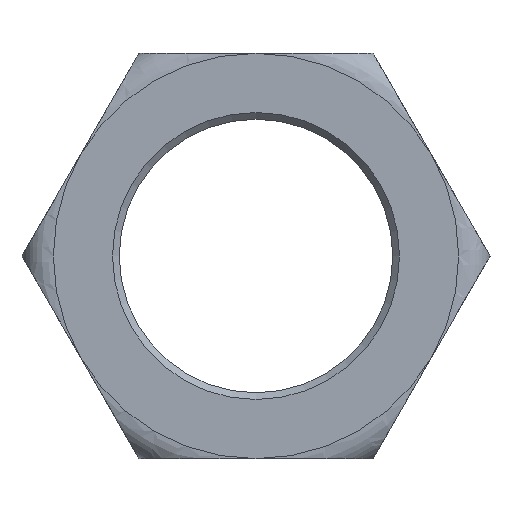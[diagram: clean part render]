
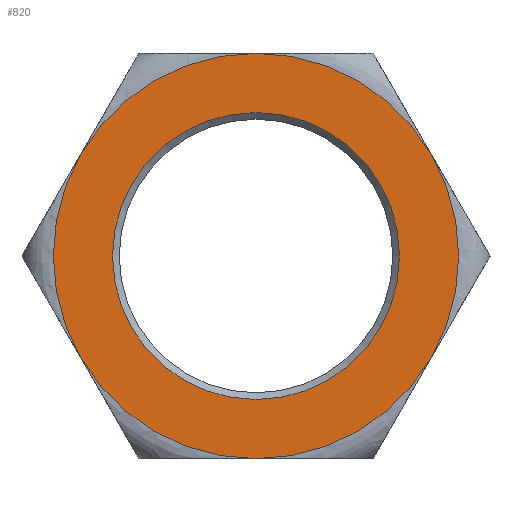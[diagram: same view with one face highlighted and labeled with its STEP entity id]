
A CAD part, front view. The second image highlights one B-rep face of the part: STEP entity #820.
In plain terms, the highlighted planar face has unit normal (0, -1, 0).
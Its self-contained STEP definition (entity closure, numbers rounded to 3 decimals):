
#6 = CARTESIAN_POINT ( 'NONE',  ( 51.962, -34., -30. ) ) ;
#9 = CARTESIAN_POINT ( 'NONE',  ( -34.641, -34., 60. ) ) ;
#26 = EDGE_CURVE ( 'NONE', #172, #144, #80, .T. ) ;
#36 = CIRCLE ( 'NONE', #821, 60. ) ;
#44 = EDGE_CURVE ( 'NONE', #144, #600, #1264, .T. ) ;
#45 = DIRECTION ( 'NONE',  ( 0., 1., 0. ) ) ;
#80 = CIRCLE ( 'NONE', #938, 60. ) ;
#101 = CARTESIAN_POINT ( 'NONE',  ( -51.962, -34., 30. ) ) ;
#125 = CARTESIAN_POINT ( 'NONE',  ( -51.961, -34., 30. ) ) ;
#138 = ORIENTED_EDGE ( 'NONE', *, *, #189, .F. ) ;
#144 = VERTEX_POINT ( 'NONE', #101 ) ;
#154 = AXIS2_PLACEMENT_3D ( 'NONE', #353, #237, #1254 ) ;
#172 = VERTEX_POINT ( 'NONE', #676 ) ;
#176 = AXIS2_PLACEMENT_3D ( 'NONE', #924, #811, #680 ) ;
#189 = EDGE_CURVE ( 'NONE', #536, #640, #1223, .T. ) ;
#206 = AXIS2_PLACEMENT_3D ( 'NONE', #393, #839, #846 ) ;
#210 = VERTEX_POINT ( 'NONE', #940 ) ;
#214 = DIRECTION ( 'NONE',  ( -0.5, 0., -0.866 ) ) ;
#224 = VECTOR ( 'NONE', #594, 1000. ) ;
#226 = PLANE ( 'NONE',  #630 ) ;
#237 = DIRECTION ( 'NONE',  ( 0., 1., 0. ) ) ;
#266 = CARTESIAN_POINT ( 'NONE',  ( 51.961, -34., 30. ) ) ;
#280 = ORIENTED_EDGE ( 'NONE', *, *, #863, .F. ) ;
#286 = VERTEX_POINT ( 'NONE', #1424 ) ;
#297 = CARTESIAN_POINT ( 'NONE',  ( 34.641, -34., 60. ) ) ;
#331 = ORIENTED_EDGE ( 'NONE', *, *, #1386, .F. ) ;
#337 = ORIENTED_EDGE ( 'NONE', *, *, #1143, .F. ) ;
#349 = VECTOR ( 'NONE', #888, 1000. ) ;
#353 = CARTESIAN_POINT ( 'NONE',  ( 0., -34., 0. ) ) ;
#369 = CIRCLE ( 'NONE', #206, 60. ) ;
#393 = CARTESIAN_POINT ( 'NONE',  ( 0., -34., 0. ) ) ;
#394 = VECTOR ( 'NONE', #722, 1000. ) ;
#409 = DIRECTION ( 'NONE',  ( 0., 1., 0. ) ) ;
#451 = DIRECTION ( 'NONE',  ( 1., 0., 0. ) ) ;
#460 = DIRECTION ( 'NONE',  ( 1., 0., 0. ) ) ;
#491 = CARTESIAN_POINT ( 'NONE',  ( 0., -34., 0. ) ) ;
#495 = CARTESIAN_POINT ( 'NONE',  ( 0., -34., 0. ) ) ;
#516 = LINE ( 'NONE', #297, #349 ) ;
#536 = VERTEX_POINT ( 'NONE', #6 ) ;
#564 = DIRECTION ( 'NONE',  ( 0., 1., 0. ) ) ;
#588 = DIRECTION ( 'NONE',  ( 0., 1., 0. ) ) ;
#594 = DIRECTION ( 'NONE',  ( 0.5, 0., 0.866 ) ) ;
#600 = VERTEX_POINT ( 'NONE', #125 ) ;
#615 = DIRECTION ( 'NONE',  ( 1., 0., 0. ) ) ;
#623 = CARTESIAN_POINT ( 'NONE',  ( 0., -34., -60. ) ) ;
#630 = AXIS2_PLACEMENT_3D ( 'NONE', #1257, #684, #1017 ) ;
#640 = VERTEX_POINT ( 'NONE', #623 ) ;
#676 = CARTESIAN_POINT ( 'NONE',  ( -51.962, -34., -30. ) ) ;
#680 = DIRECTION ( 'NONE',  ( 0., 0., 1. ) ) ;
#684 = DIRECTION ( 'NONE',  ( 0., 1., 0. ) ) ;
#698 = LINE ( 'NONE', #9, #1408 ) ;
#722 = DIRECTION ( 'NONE',  ( -1., 0., 0. ) ) ;
#757 = CARTESIAN_POINT ( 'NONE',  ( 0., -34., -60. ) ) ;
#778 = CIRCLE ( 'NONE', #176, 42.5 ) ;
#784 = ORIENTED_EDGE ( 'NONE', *, *, #44, .F. ) ;
#790 = VERTEX_POINT ( 'NONE', #757 ) ;
#794 = FACE_OUTER_BOUND ( 'NONE', #1451, .T. ) ;
#811 = DIRECTION ( 'NONE',  ( 0., 1., 0. ) ) ;
#815 = VERTEX_POINT ( 'NONE', #1238 ) ;
#820 = ADVANCED_FACE ( 'NONE', ( #901, #794 ), #226, .F. ) ;
#821 = AXIS2_PLACEMENT_3D ( 'NONE', #1351, #564, #460 ) ;
#832 = LINE ( 'NONE', #952, #394 ) ;
#839 = DIRECTION ( 'NONE',  ( 0., 1., 0. ) ) ;
#844 = ORIENTED_EDGE ( 'NONE', *, *, #1450, .F. ) ;
#846 = DIRECTION ( 'NONE',  ( 1., 0., 0. ) ) ;
#863 = EDGE_CURVE ( 'NONE', #815, #536, #921, .T. ) ;
#869 = ORIENTED_EDGE ( 'NONE', *, *, #1236, .F. ) ;
#877 = ORIENTED_EDGE ( 'NONE', *, *, #1345, .T. ) ;
#880 = CARTESIAN_POINT ( 'NONE',  ( 0., -34., 42.5 ) ) ;
#885 = EDGE_CURVE ( 'NONE', #1375, #210, #698, .T. ) ;
#888 = DIRECTION ( 'NONE',  ( 0.5, 0., -0.866 ) ) ;
#901 = FACE_BOUND ( 'NONE', #1381, .T. ) ;
#918 = CIRCLE ( 'NONE', #154, 60. ) ;
#921 = LINE ( 'NONE', #1030, #1289 ) ;
#924 = CARTESIAN_POINT ( 'NONE',  ( 0., -34., 0. ) ) ;
#932 = DIRECTION ( 'NONE',  ( 1., 0., 0. ) ) ;
#938 = AXIS2_PLACEMENT_3D ( 'NONE', #491, #588, #615 ) ;
#940 = CARTESIAN_POINT ( 'NONE',  ( 0., -34., 60. ) ) ;
#952 = CARTESIAN_POINT ( 'NONE',  ( 34.641, -34., -60. ) ) ;
#979 = ORIENTED_EDGE ( 'NONE', *, *, #1405, .F. ) ;
#1014 = AXIS2_PLACEMENT_3D ( 'NONE', #1301, #409, #1074 ) ;
#1017 = DIRECTION ( 'NONE',  ( 0., 0., 1. ) ) ;
#1030 = CARTESIAN_POINT ( 'NONE',  ( 69.282, -34., 0. ) ) ;
#1061 = ORIENTED_EDGE ( 'NONE', *, *, #885, .F. ) ;
#1067 = CARTESIAN_POINT ( 'NONE',  ( -69.282, -34., 0. ) ) ;
#1074 = DIRECTION ( 'NONE',  ( 1., 0., 0. ) ) ;
#1143 = EDGE_CURVE ( 'NONE', #1390, #286, #516, .T. ) ;
#1184 = EDGE_CURVE ( 'NONE', #286, #815, #36, .T. ) ;
#1223 = CIRCLE ( 'NONE', #1337, 60. ) ;
#1224 = CIRCLE ( 'NONE', #1014, 60. ) ;
#1232 = ORIENTED_EDGE ( 'NONE', *, *, #26, .F. ) ;
#1236 = EDGE_CURVE ( 'NONE', #600, #1375, #918, .T. ) ;
#1238 = CARTESIAN_POINT ( 'NONE',  ( 51.962, -34., -30. ) ) ;
#1254 = DIRECTION ( 'NONE',  ( 1., 0., 0. ) ) ;
#1257 = CARTESIAN_POINT ( 'NONE',  ( 0., -34., 0. ) ) ;
#1264 = LINE ( 'NONE', #1067, #224 ) ;
#1289 = VECTOR ( 'NONE', #214, 1000. ) ;
#1301 = CARTESIAN_POINT ( 'NONE',  ( 0., -34., 0. ) ) ;
#1327 = VERTEX_POINT ( 'NONE', #880 ) ;
#1337 = AXIS2_PLACEMENT_3D ( 'NONE', #495, #45, #932 ) ;
#1345 = EDGE_CURVE ( 'NONE', #1327, #1327, #778, .T. ) ;
#1351 = CARTESIAN_POINT ( 'NONE',  ( 0., -34., 0. ) ) ;
#1375 = VERTEX_POINT ( 'NONE', #1406 ) ;
#1381 = EDGE_LOOP ( 'NONE', ( #877 ) ) ;
#1386 = EDGE_CURVE ( 'NONE', #210, #1390, #369, .T. ) ;
#1390 = VERTEX_POINT ( 'NONE', #266 ) ;
#1403 = ORIENTED_EDGE ( 'NONE', *, *, #1184, .F. ) ;
#1405 = EDGE_CURVE ( 'NONE', #640, #790, #832, .T. ) ;
#1406 = CARTESIAN_POINT ( 'NONE',  ( 0., -34., 60. ) ) ;
#1408 = VECTOR ( 'NONE', #451, 1000. ) ;
#1424 = CARTESIAN_POINT ( 'NONE',  ( 51.962, -34., 30. ) ) ;
#1450 = EDGE_CURVE ( 'NONE', #790, #172, #1224, .T. ) ;
#1451 = EDGE_LOOP ( 'NONE', ( #138, #280, #1403, #337, #331, #1061, #869, #784, #1232, #844, #979 ) ) ;
